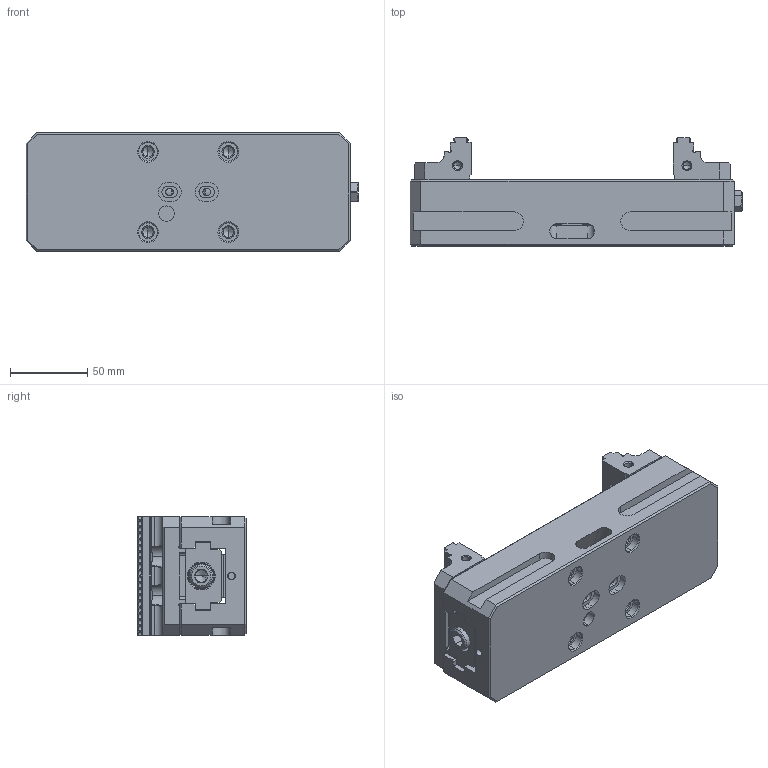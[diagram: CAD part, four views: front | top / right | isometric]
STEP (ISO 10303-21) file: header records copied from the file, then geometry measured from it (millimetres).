
FILE_DESCRIPTION (( 'STEP AP214' ), '1' );
FILE_NAME ('組合件11.STEP', '2022-06-02T17:07:44', ( '' ), ( '' ), 'SwSTEP 2.0', 'SolidWorks 2018', '' );
FILE_SCHEMA (( 'AUTOMOTIVE_DESIGN' ));
Length unit declared in the file: inch
Products named in the file (3): 組合件11; ASC-77X210S; 螺絲頭
Assembly tree (5 placements, depth 2):
  組合件11
    ASC-77X210S
    螺絲頭  x4
Bounding box: 215 x 70 x 77 mm (x, y, z)
Volume: 593255.7 mm3; surface area: 147891.2 mm2
Topology: 12 solids, 12 shells, 943 faces, 2490 edges, 1584 vertices
Faces by surface type: plane 421, cylinder 388, cone 112, bspline 14, torus 8
Entity records: 46438 total; most frequent: CARTESIAN_POINT 14019, ORIENTED_EDGE 4648, DIRECTION 4164, EDGE_CURVE 2324, VERTEX_POINT 1500, AXIS2_PLACEMENT_3D 1389, LINE 1386, VECTOR 1386
